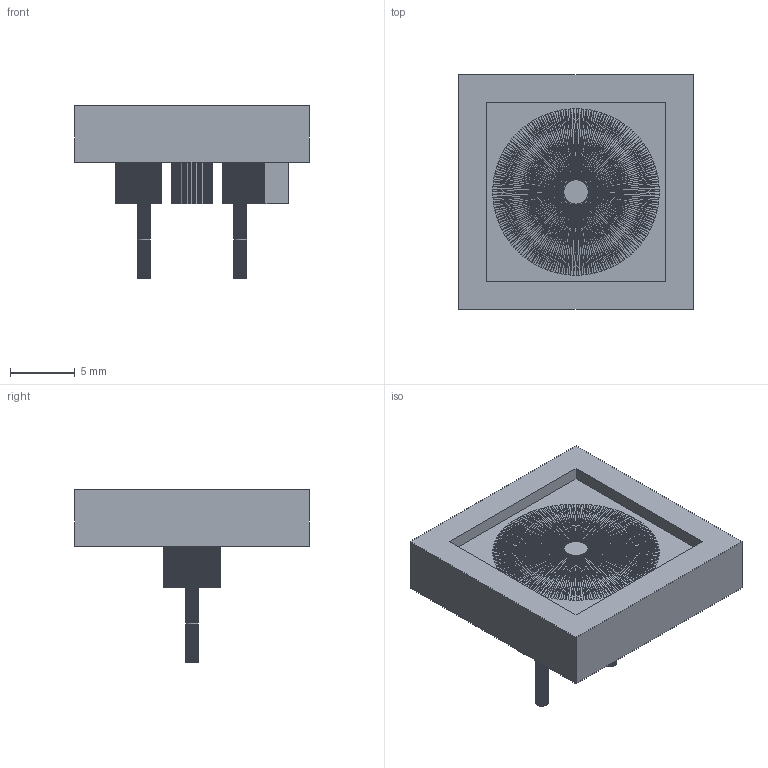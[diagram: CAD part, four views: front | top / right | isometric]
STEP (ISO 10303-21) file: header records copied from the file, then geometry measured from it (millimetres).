
FILE_DESCRIPTION(('FreeCAD Model'),'2;1');
FILE_NAME('Open CASCADE Shape Model','2024-02-17T00:29:59',('Author'),( ''),'Open CASCADE STEP processor 7.6','FreeCAD','Unknown');
FILE_SCHEMA(('AUTOMOTIVE_DESIGN { 1 0 10303 214 1 1 1 1 }'));
Length unit declared in the file: millimetre
Products named in the file (1): mcs_18_front001 (Solid)001
Bounding box: 18.2 x 18.2 x 13.4 mm (x, y, z)
Volume: 1409 mm3; surface area: 1222 mm2
Topology: 1 solids, 1 shells, 1999 faces, 4327 edges, 2338 vertices
Faces by surface type: plane 1999
Entity records: 51003 total; most frequent: CARTESIAN_POINT 8665, ORIENTED_EDGE 8654, DIRECTION 8327, EDGE_CURVE 4327, LINE 4327, VECTOR 4327, VERTEX_POINT 2338, FACE_BOUND 2007
